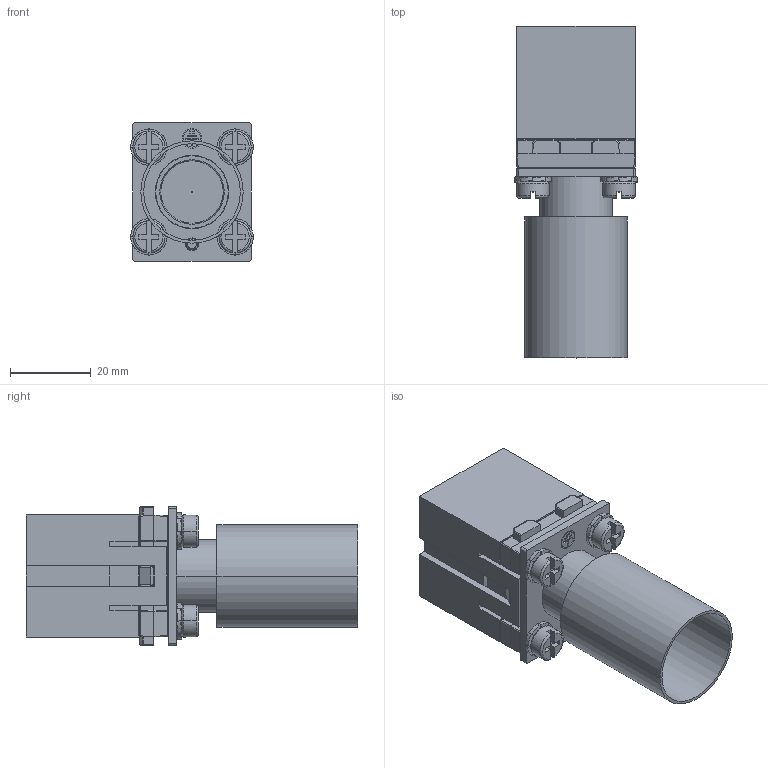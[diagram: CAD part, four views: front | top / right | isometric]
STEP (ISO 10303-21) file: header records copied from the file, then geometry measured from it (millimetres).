
FILE_DESCRIPTION((''),'2;1');
FILE_NAME('H2MK001-M','2017-06-06T',('tl.yang'),(''),'PRO/ENGINEER BY PARAMETRIC TECHNOLOGY CORPORATION, 2011500','PRO/ENGINEER BY PARAMETRIC TECHNOLOGY CORPORATION, 2011500','');
FILE_SCHEMA(('CONFIG_CONTROL_DESIGN'));
Length unit declared in the file: millimetre
Products named in the file (1): H2MK001-M
Bounding box: 30.4 x 82.4 x 34.4 mm (x, y, z)
Volume: 26796.9 mm3; surface area: 26513.8 mm2
Topology: 2 solids, 2 shells, 962 faces, 2514 edges, 1567 vertices
Faces by surface type: plane 337, cylinder 259, bspline 184, cone 94, torus 48, sphere 40
Entity records: 35991 total; most frequent: CARTESIAN_POINT 13146, ORIENTED_EDGE 5024, DIRECTION 4394, EDGE_CURVE 2512, AXIS2_PLACEMENT_3D 1568, VERTEX_POINT 1567, VECTOR 1258, LINE 1258
